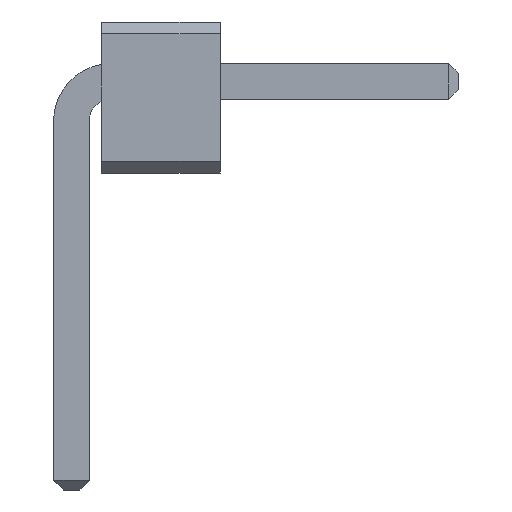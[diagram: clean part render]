
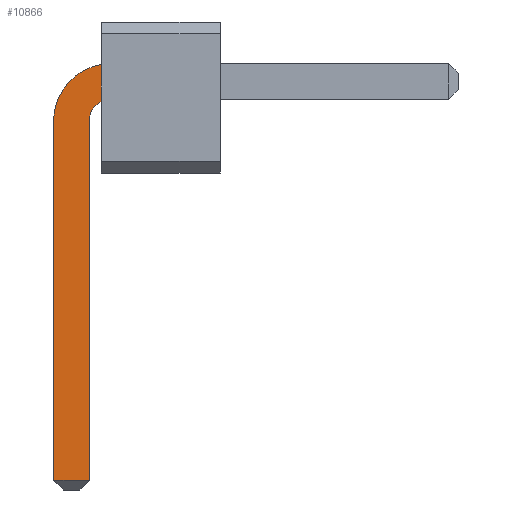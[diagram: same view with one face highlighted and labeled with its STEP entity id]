
A CAD part, front view. The second image highlights one B-rep face of the part: STEP entity #10866.
In plain terms, the highlighted planar face has unit normal (0, -1, 0).
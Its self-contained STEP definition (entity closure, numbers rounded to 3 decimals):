
#3750 = VERTEX_POINT('',#3751);
#3751 = CARTESIAN_POINT('',(0.25,-23.15,0.779));
#3759 = EDGE_CURVE('',#3750,#3760,#3762,.T.);
#3760 = VERTEX_POINT('',#3761);
#3761 = CARTESIAN_POINT('',(0.25,-23.15,0.467));
#3762 = LINE('',#3763,#3764);
#3763 = CARTESIAN_POINT('',(0.25,-23.15,0.1));
#3764 = VECTOR('',#3765,1.);
#3765 = DIRECTION('',(0.,0.,-1.));
#10781 = VERTEX_POINT('',#10782);
#10782 = CARTESIAN_POINT('',(-0.15,-23.15,0.335));
#10788 = EDGE_CURVE('',#10781,#3750,#10789,.T.);
#10789 = CIRCLE('',#10790,0.485);
#10790 = AXIS2_PLACEMENT_3D('',#10791,#10792,#10793);
#10791 = CARTESIAN_POINT('',(0.333,-23.15,0.302));
#10792 = DIRECTION('',(0.,1.,0.));
#10793 = DIRECTION('',(-0.998,0.,
0.069));
#10847 = EDGE_CURVE('',#3760,#10848,#10850,.T.);
#10848 = VERTEX_POINT('',#10849);
#10849 = CARTESIAN_POINT('',(0.15,-23.15,0.335));
#10850 = CIRCLE('',#10851,0.194);
#10851 = AXIS2_PLACEMENT_3D('',#10852,#10853,#10854);
#10852 = CARTESIAN_POINT('',(0.34,-23.15,0.295));
#10853 = DIRECTION('',(0.,-1.,0.));
#10854 = DIRECTION('',(-0.207,0.,0.978
));
#10866 = ADVANCED_FACE('',(#10867),#10894,.F.);
#10867 = FACE_BOUND('',#10868,.F.);
#10868 = EDGE_LOOP('',(#10869,#10870,#10871,#10879,#10887,#10893));
#10869 = ORIENTED_EDGE('',*,*,#3759,.T.);
#10870 = ORIENTED_EDGE('',*,*,#10847,.T.);
#10871 = ORIENTED_EDGE('',*,*,#10872,.T.);
#10872 = EDGE_CURVE('',#10848,#10873,#10875,.T.);
#10873 = VERTEX_POINT('',#10874);
#10874 = CARTESIAN_POINT('',(0.15,-23.15,-2.72));
#10875 = LINE('',#10876,#10877);
#10876 = CARTESIAN_POINT('',(0.15,-23.15,0.335));
#10877 = VECTOR('',#10878,1.);
#10878 = DIRECTION('',(0.,0.,-1.));
#10879 = ORIENTED_EDGE('',*,*,#10880,.T.);
#10880 = EDGE_CURVE('',#10873,#10881,#10883,.T.);
#10881 = VERTEX_POINT('',#10882);
#10882 = CARTESIAN_POINT('',(-0.15,-23.15,-2.72));
#10883 = LINE('',#10884,#10885);
#10884 = CARTESIAN_POINT('',(0.15,-23.15,-2.72));
#10885 = VECTOR('',#10886,1.);
#10886 = DIRECTION('',(-1.,0.,0.));
#10887 = ORIENTED_EDGE('',*,*,#10888,.T.);
#10888 = EDGE_CURVE('',#10881,#10781,#10889,.T.);
#10889 = LINE('',#10890,#10891);
#10890 = CARTESIAN_POINT('',(-0.15,-23.15,-2.8));
#10891 = VECTOR('',#10892,1.);
#10892 = DIRECTION('',(0.,0.,1.));
#10893 = ORIENTED_EDGE('',*,*,#10788,.T.);
#10894 = PLANE('',#10895);
#10895 = AXIS2_PLACEMENT_3D('',#10896,#10897,#10898);
#10896 = CARTESIAN_POINT('',(0.841,-23.15,-0.301));
#10897 = DIRECTION('',(0.,1.,-0.));
#10898 = DIRECTION('',(0.,0.,-1.));
